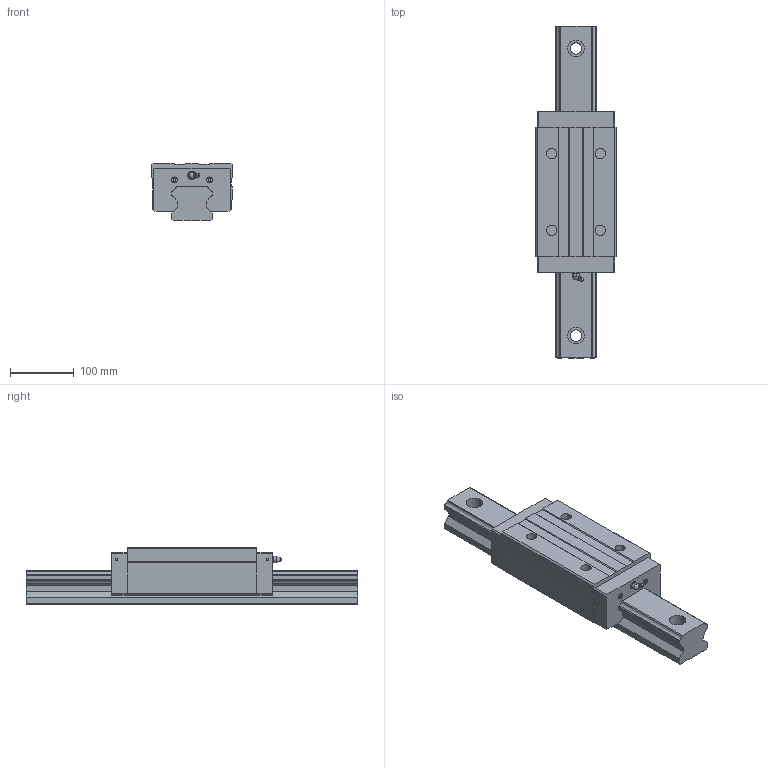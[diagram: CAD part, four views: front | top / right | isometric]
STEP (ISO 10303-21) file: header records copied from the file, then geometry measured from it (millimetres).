
FILE_DESCRIPTION((''),'1');
FILE_NAME(' ',' ',(''),(''),'ACIS Interop R16','Kubotek KeyCreator V6.5.2 (0407)',' ');
FILE_SCHEMA(('CONFIG_CONTROL_DESIGN'));
Length unit declared in the file: millimetre
Products named in the file (3): 1; 2; 3
Bounding box: 126 x 520 x 90 mm (x, y, z)
Volume: 3201753.5 mm3; surface area: 285986.9 mm2
Topology: 3 solids, 3 shells, 213 faces, 575 edges, 389 vertices
Faces by surface type: plane 122, cylinder 74, torus 10, sphere 3, bspline 2, cone 2
Entity records: 7075 total; most frequent: CARTESIAN_POINT 1398, DIRECTION 1189, ORIENTED_EDGE 1146, EDGE_CURVE 573, AXIS2_PLACEMENT_3D 428, VERTEX_POINT 389, LINE 333, VECTOR 333
